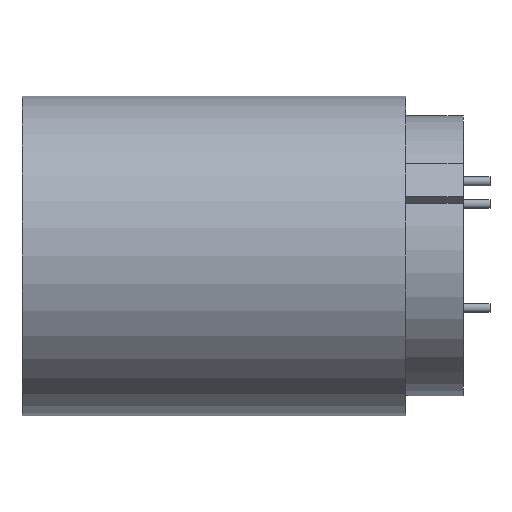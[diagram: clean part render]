
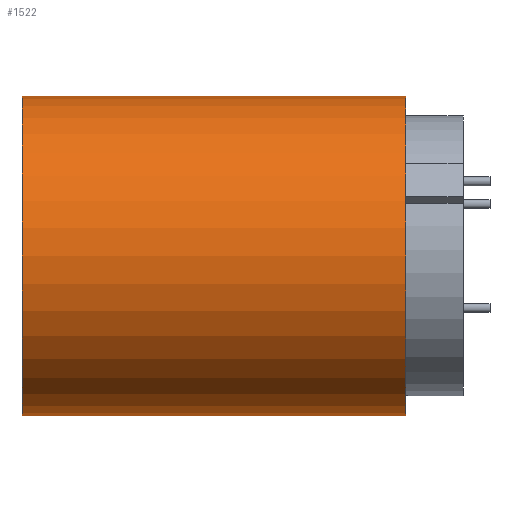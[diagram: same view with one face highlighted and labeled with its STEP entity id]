
A CAD part, left-side view. The second image highlights one B-rep face of the part: STEP entity #1522.
In plain terms, the highlighted cylindrical face has radius 12.5 mm (diameter 25 mm), a partial arc.
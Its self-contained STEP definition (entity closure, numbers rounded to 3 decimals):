
#26 = ORIENTED_EDGE ( 'NONE', *, *, #137, .T. ) ;
#137 = EDGE_CURVE ( 'NONE', #1996, #542, #1083, .T. ) ;
#152 = DIRECTION ( 'NONE',  ( 0., -1., 0. ) ) ;
#157 = DIRECTION ( 'NONE',  ( 0., 0., -1. ) ) ;
#263 = CARTESIAN_POINT ( 'NONE',  ( 0., 0., -12.5 ) ) ;
#282 = LINE ( 'NONE', #738, #1473 ) ;
#297 = CIRCLE ( 'NONE', #761, 12.5 ) ;
#354 = VERTEX_POINT ( 'NONE', #1377 ) ;
#542 = VERTEX_POINT ( 'NONE', #1452 ) ;
#671 = CARTESIAN_POINT ( 'NONE',  ( 0., 30., 0. ) ) ;
#677 = ORIENTED_EDGE ( 'NONE', *, *, #1745, .F. ) ;
#696 = LINE ( 'NONE', #1471, #1786 ) ;
#738 = CARTESIAN_POINT ( 'NONE',  ( 0., 30., -12.5 ) ) ;
#759 = EDGE_CURVE ( 'NONE', #354, #542, #696, .T. ) ;
#761 = AXIS2_PLACEMENT_3D ( 'NONE', #671, #1782, #828 ) ;
#816 = AXIS2_PLACEMENT_3D ( 'NONE', #1283, #1446, #1763 ) ;
#824 = VERTEX_POINT ( 'NONE', #1805 ) ;
#828 = DIRECTION ( 'NONE',  ( 0., 0., 1. ) ) ;
#899 = AXIS2_PLACEMENT_3D ( 'NONE', #1235, #152, #157 ) ;
#1063 = CYLINDRICAL_SURFACE ( 'NONE', #899, 12.5 ) ;
#1083 = CIRCLE ( 'NONE', #816, 12.5 ) ;
#1176 = ORIENTED_EDGE ( 'NONE', *, *, #1344, .T. ) ;
#1204 = DIRECTION ( 'NONE',  ( 0., -1., 0. ) ) ;
#1234 = EDGE_LOOP ( 'NONE', ( #1927, #677, #1176, #26 ) ) ;
#1235 = CARTESIAN_POINT ( 'NONE',  ( 0., 30., 0. ) ) ;
#1283 = CARTESIAN_POINT ( 'NONE',  ( 0., 0., 0. ) ) ;
#1344 = EDGE_CURVE ( 'NONE', #824, #1996, #282, .T. ) ;
#1377 = CARTESIAN_POINT ( 'NONE',  ( 0., 30., 12.5 ) ) ;
#1446 = DIRECTION ( 'NONE',  ( 0., 1., 0. ) ) ;
#1452 = CARTESIAN_POINT ( 'NONE',  ( 0., 0., 12.5 ) ) ;
#1471 = CARTESIAN_POINT ( 'NONE',  ( 0., 30., 12.5 ) ) ;
#1473 = VECTOR ( 'NONE', #1204, 1000. ) ;
#1522 = ADVANCED_FACE ( 'NONE', ( #1920 ), #1063, .T. ) ;
#1627 = DIRECTION ( 'NONE',  ( 0., -1., 0. ) ) ;
#1745 = EDGE_CURVE ( 'NONE', #824, #354, #297, .T. ) ;
#1763 = DIRECTION ( 'NONE',  ( 0., 0., 1. ) ) ;
#1782 = DIRECTION ( 'NONE',  ( 0., 1., 0. ) ) ;
#1786 = VECTOR ( 'NONE', #1627, 1000. ) ;
#1805 = CARTESIAN_POINT ( 'NONE',  ( 0., 30., -12.5 ) ) ;
#1920 = FACE_OUTER_BOUND ( 'NONE', #1234, .T. ) ;
#1927 = ORIENTED_EDGE ( 'NONE', *, *, #759, .F. ) ;
#1996 = VERTEX_POINT ( 'NONE', #263 ) ;
